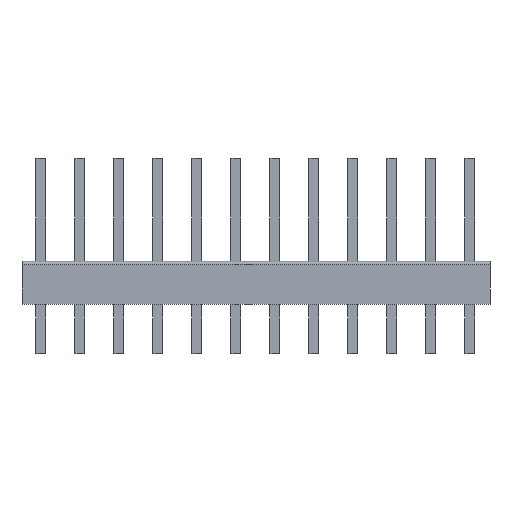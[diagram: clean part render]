
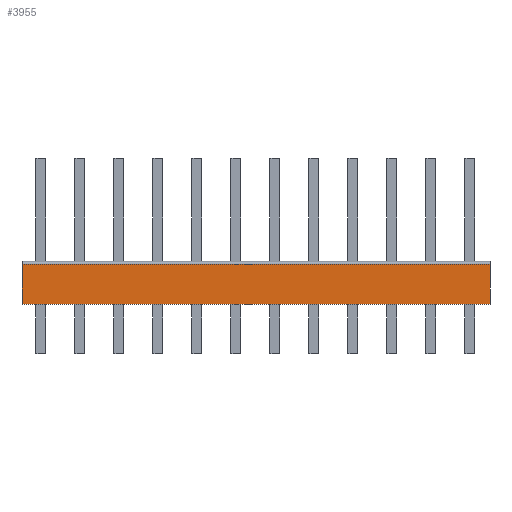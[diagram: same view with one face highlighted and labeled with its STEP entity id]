
A CAD part, front view. The second image highlights one B-rep face of the part: STEP entity #3955.
In plain terms, the highlighted planar face has unit normal (0, -1, 0).
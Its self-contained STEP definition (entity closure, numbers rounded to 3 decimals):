
#77=DIRECTION('',(0.,0.,-1.));
#78=VECTOR('',#77,2.6);
#79=CARTESIAN_POINT('',(-15.24,-2.5,-0.2));
#80=LINE('',#79,#78);
#914=DIRECTION('',(1.,0.,0.));
#915=VECTOR('',#914,30.48);
#916=CARTESIAN_POINT('',(-15.24,-2.5,-2.8));
#917=LINE('',#916,#915);
#918=DIRECTION('',(1.,0.,0.));
#919=VECTOR('',#918,30.48);
#920=CARTESIAN_POINT('',(-15.24,-2.5,-0.2));
#921=LINE('',#920,#919);
#960=DIRECTION('',(0.,0.,-1.));
#961=VECTOR('',#960,2.6);
#962=CARTESIAN_POINT('',(15.24,-2.5,-0.2));
#963=LINE('',#962,#961);
#2501=CARTESIAN_POINT('',(-15.24,-2.5,-0.2));
#2503=VERTEX_POINT('',#2501);
#2504=CARTESIAN_POINT('',(-15.24,-2.5,-2.8));
#2505=VERTEX_POINT('',#2504);
#2521=CARTESIAN_POINT('',(15.24,-2.5,-0.2));
#2523=VERTEX_POINT('',#2521);
#2524=CARTESIAN_POINT('',(15.24,-2.5,-2.8));
#2525=VERTEX_POINT('',#2524);
#3943=CARTESIAN_POINT('',(-15.24,-2.5,-0.2));
#3944=DIRECTION('',(0.,-1.,0.));
#3945=DIRECTION('',(0.,0.,-1.));
#3946=AXIS2_PLACEMENT_3D('',#3943,#3944,#3945);
#3947=PLANE('',#3946);
#3948=ORIENTED_EDGE('',*,*,#3315,.F.);
#3949=ORIENTED_EDGE('',*,*,#3346,.T.);
#3951=ORIENTED_EDGE('',*,*,#3950,.T.);
#3952=ORIENTED_EDGE('',*,*,#3935,.F.);
#3953=EDGE_LOOP('',(#3948,#3949,#3951,#3952));
#3954=FACE_OUTER_BOUND('',#3953,.F.);
#3955=ADVANCED_FACE('',(#3954),#3947,.T.);
#3315=EDGE_CURVE('',#2503,#2505,#80,.T.);
#3346=EDGE_CURVE('',#2503,#2523,#921,.T.);
#3935=EDGE_CURVE('',#2505,#2525,#917,.T.);
#3950=EDGE_CURVE('',#2523,#2525,#963,.T.);
